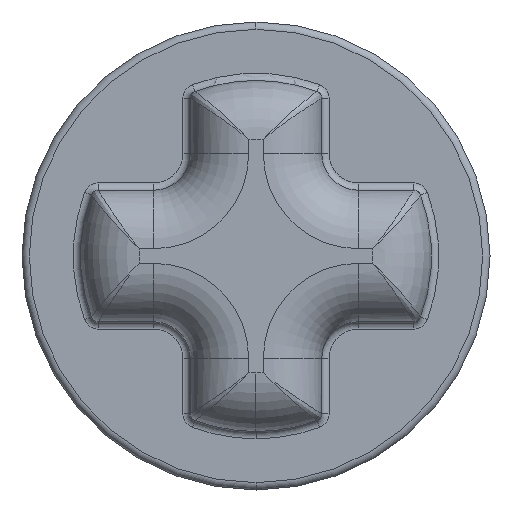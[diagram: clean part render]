
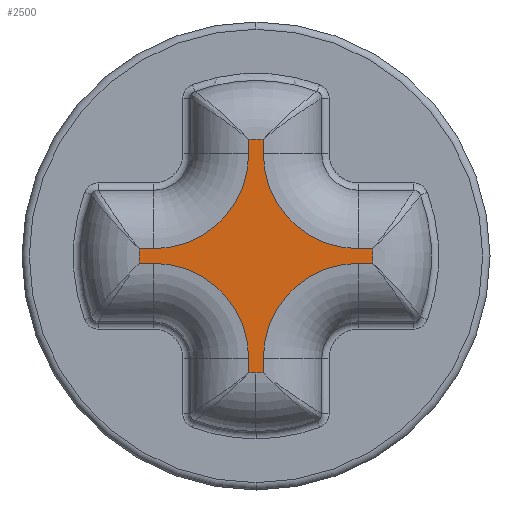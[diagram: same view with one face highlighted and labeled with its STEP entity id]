
A CAD part, left-side view. The second image highlights one B-rep face of the part: STEP entity #2500.
In plain terms, the highlighted planar face has unit normal (-1, 0, 0).
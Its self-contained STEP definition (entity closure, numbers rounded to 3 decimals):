
#20 = FACE_OUTER_BOUND ( 'NONE', #155, .T. ) ;
#30 = CARTESIAN_POINT ( 'NONE',  ( 0., -1.4, -1.4 ) ) ;
#36 = DIRECTION ( 'NONE',  ( 0., 0., -1. ) ) ;
#49 = VERTEX_POINT ( 'NONE', #1216 ) ;
#75 = DIRECTION ( 'NONE',  ( 0., 0., -1. ) ) ;
#78 = EDGE_CURVE ( 'NONE', #1752, #188, #832, .T. ) ;
#83 = DIRECTION ( 'NONE',  ( 0., 0., -1. ) ) ;
#105 = EDGE_CURVE ( 'NONE', #188, #1715, #2364, .T. ) ;
#126 = CARTESIAN_POINT ( 'NONE',  ( 0., 0., 0. ) ) ;
#135 = EDGE_CURVE ( 'NONE', #1715, #401, #1696, .T. ) ;
#139 = AXIS2_PLACEMENT_3D ( 'NONE', #218, #189, #36 ) ;
#147 = EDGE_CURVE ( 'NONE', #401, #1514, #1118, .T. ) ;
#155 = EDGE_LOOP ( 'NONE', ( #1897, #1212, #1740, #1129, #1938, #1842, #1555, #2577, #889, #413, #2510, #522, #1956, #1606, #1162, #532, #1314 ) ) ;
#160 = EDGE_CURVE ( 'NONE', #1514, #459, #581, .T. ) ;
#169 = EDGE_CURVE ( 'NONE', #459, #2551, #1048, .T. ) ;
#184 = DIRECTION ( 'NONE',  ( -1., 0., 0. ) ) ;
#188 = VERTEX_POINT ( 'NONE', #1097 ) ;
#189 = DIRECTION ( 'NONE',  ( 1., 0., 0. ) ) ;
#194 = EDGE_CURVE ( 'NONE', #2551, #1843, #523, .T. ) ;
#199 = CARTESIAN_POINT ( 'NONE',  ( 0., 0., 0. ) ) ;
#207 = EDGE_CURVE ( 'NONE', #1843, #1147, #2520, .T. ) ;
#218 = CARTESIAN_POINT ( 'NONE',  ( 0., 1.4, -1.4 ) ) ;
#230 = EDGE_CURVE ( 'NONE', #1147, #1662, #1966, .T. ) ;
#245 = EDGE_CURVE ( 'NONE', #1662, #755, #1454, .T. ) ;
#257 = EDGE_CURVE ( 'NONE', #2029, #1752, #1393, .T. ) ;
#280 = VECTOR ( 'NONE', #2008, 1000. ) ;
#281 = EDGE_CURVE ( 'NONE', #755, #2024, #918, .T. ) ;
#291 = EDGE_CURVE ( 'NONE', #2024, #319, #857, .T. ) ;
#311 = EDGE_CURVE ( 'NONE', #319, #828, #2394, .T. ) ;
#317 = AXIS2_PLACEMENT_3D ( 'NONE', #564, #557, #551 ) ;
#319 = VERTEX_POINT ( 'NONE', #592 ) ;
#328 = EDGE_CURVE ( 'NONE', #828, #49, #2332, .T. ) ;
#343 = EDGE_CURVE ( 'NONE', #49, #1049, #1665, .T. ) ;
#372 = EDGE_CURVE ( 'NONE', #1049, #2029, #679, .T. ) ;
#378 = DIRECTION ( 'NONE',  ( 0., 1., 0. ) ) ;
#384 = AXIS2_PLACEMENT_3D ( 'NONE', #199, #184, #75 ) ;
#394 = CARTESIAN_POINT ( 'NONE',  ( 0., -1.597, -0.1 ) ) ;
#397 = VECTOR ( 'NONE', #577, 1000. ) ;
#401 = VERTEX_POINT ( 'NONE', #394 ) ;
#411 = CARTESIAN_POINT ( 'NONE',  ( 0., -1.4, 0.1 ) ) ;
#413 = ORIENTED_EDGE ( 'NONE', *, *, #245, .T. ) ;
#424 = CARTESIAN_POINT ( 'NONE',  ( 0., 0.1, 0. ) ) ;
#459 = VERTEX_POINT ( 'NONE', #411 ) ;
#522 = ORIENTED_EDGE ( 'NONE', *, *, #291, .T. ) ;
#523 = LINE ( 'NONE', #922, #2575 ) ;
#532 = ORIENTED_EDGE ( 'NONE', *, *, #372, .T. ) ;
#551 = DIRECTION ( 'NONE',  ( 0., 0., -1. ) ) ;
#557 = DIRECTION ( 'NONE',  ( -1., 0., 0. ) ) ;
#561 = DIRECTION ( 'NONE',  ( -1., 0., 0. ) ) ;
#564 = CARTESIAN_POINT ( 'NONE',  ( 0., 0., 0. ) ) ;
#577 = DIRECTION ( 'NONE',  ( 0., 0., -1. ) ) ;
#581 = LINE ( 'NONE', #1289, #2109 ) ;
#587 = CARTESIAN_POINT ( 'NONE',  ( 0., 0., -1.6 ) ) ;
#592 = CARTESIAN_POINT ( 'NONE',  ( 0., 1.597, -0.1 ) ) ;
#679 = CIRCLE ( 'NONE', #384, 1.6 ) ;
#743 = CARTESIAN_POINT ( 'NONE',  ( 0., -0.1, 1.4 ) ) ;
#755 = VERTEX_POINT ( 'NONE', #774 ) ;
#774 = CARTESIAN_POINT ( 'NONE',  ( 0., 1.4, 0.1 ) ) ;
#828 = VERTEX_POINT ( 'NONE', #967 ) ;
#832 = LINE ( 'NONE', #876, #1823 ) ;
#857 = CIRCLE ( 'NONE', #1629, 1.6 ) ;
#876 = CARTESIAN_POINT ( 'NONE',  ( 0., -0.1, 0. ) ) ;
#889 = ORIENTED_EDGE ( 'NONE', *, *, #230, .T. ) ;
#912 = DIRECTION ( 'NONE',  ( 0., 0., 1. ) ) ;
#913 = DIRECTION ( 'NONE',  ( 0., 0., -1. ) ) ;
#918 = LINE ( 'NONE', #2375, #1849 ) ;
#922 = CARTESIAN_POINT ( 'NONE',  ( 0., -0.1, 0. ) ) ;
#967 = CARTESIAN_POINT ( 'NONE',  ( 0., 1.4, -0.1 ) ) ;
#1018 = DIRECTION ( 'NONE',  ( 0., 0., -1. ) ) ;
#1021 = DIRECTION ( 'NONE',  ( 1., 0., 0. ) ) ;
#1027 = CARTESIAN_POINT ( 'NONE',  ( 0., -1.4, 1.4 ) ) ;
#1039 = DIRECTION ( 'NONE',  ( 0., 0., 1. ) ) ;
#1048 = CIRCLE ( 'NONE', #2499, 1.3 ) ;
#1049 = VERTEX_POINT ( 'NONE', #2441 ) ;
#1097 = CARTESIAN_POINT ( 'NONE',  ( 0., -0.1, -1.4 ) ) ;
#1106 = AXIS2_PLACEMENT_3D ( 'NONE', #1379, #2148, #1738 ) ;
#1118 = CIRCLE ( 'NONE', #2359, 1.6 ) ;
#1128 = DIRECTION ( 'NONE',  ( 0., 0., -1. ) ) ;
#1129 = ORIENTED_EDGE ( 'NONE', *, *, #147, .T. ) ;
#1135 = DIRECTION ( 'NONE',  ( -1., 0., 0. ) ) ;
#1142 = VECTOR ( 'NONE', #83, 1000. ) ;
#1146 = CARTESIAN_POINT ( 'NONE',  ( 0., 0., 0. ) ) ;
#1147 = VERTEX_POINT ( 'NONE', #2155 ) ;
#1152 = AXIS2_PLACEMENT_3D ( 'NONE', #30, #2361, #2525 ) ;
#1157 = CARTESIAN_POINT ( 'NONE',  ( 0., 0.1, 1.4 ) ) ;
#1159 = DIRECTION ( 'NONE',  ( 0., 0., -1. ) ) ;
#1162 = ORIENTED_EDGE ( 'NONE', *, *, #343, .T. ) ;
#1212 = ORIENTED_EDGE ( 'NONE', *, *, #105, .T. ) ;
#1216 = CARTESIAN_POINT ( 'NONE',  ( 0., 0.1, -1.4 ) ) ;
#1219 = DIRECTION ( 'NONE',  ( 0., 1., 0. ) ) ;
#1289 = CARTESIAN_POINT ( 'NONE',  ( 0., 0., 0.1 ) ) ;
#1314 = ORIENTED_EDGE ( 'NONE', *, *, #257, .T. ) ;
#1367 = CARTESIAN_POINT ( 'NONE',  ( 0., 0., -0.1 ) ) ;
#1372 = DIRECTION ( 'NONE',  ( -1., 0., 0. ) ) ;
#1374 = AXIS2_PLACEMENT_3D ( 'NONE', #2566, #561, #2556 ) ;
#1375 = DIRECTION ( 'NONE',  ( 0., -1., 0. ) ) ;
#1379 = CARTESIAN_POINT ( 'NONE',  ( 0., 1.4, 1.4 ) ) ;
#1393 = CIRCLE ( 'NONE', #1374, 1.6 ) ;
#1407 = AXIS2_PLACEMENT_3D ( 'NONE', #126, #2113, #913 ) ;
#1454 = CIRCLE ( 'NONE', #1106, 1.3 ) ;
#1514 = VERTEX_POINT ( 'NONE', #2505 ) ;
#1546 = CARTESIAN_POINT ( 'NONE',  ( 0., 0., 0. ) ) ;
#1555 = ORIENTED_EDGE ( 'NONE', *, *, #194, .T. ) ;
#1570 = CARTESIAN_POINT ( 'NONE',  ( 0., 1.597, 0.1 ) ) ;
#1603 = CARTESIAN_POINT ( 'NONE',  ( 0., 0., -0.1 ) ) ;
#1606 = ORIENTED_EDGE ( 'NONE', *, *, #328, .T. ) ;
#1629 = AXIS2_PLACEMENT_3D ( 'NONE', #1546, #1372, #1159 ) ;
#1658 = CARTESIAN_POINT ( 'NONE',  ( 0., -1.4, -0.1 ) ) ;
#1662 = VERTEX_POINT ( 'NONE', #1157 ) ;
#1665 = LINE ( 'NONE', #2180, #1142 ) ;
#1672 = CARTESIAN_POINT ( 'NONE',  ( 0., -0.1, -1.597 ) ) ;
#1685 = CARTESIAN_POINT ( 'NONE',  ( 0., -0.1, 1.597 ) ) ;
#1696 = LINE ( 'NONE', #1367, #2171 ) ;
#1715 = VERTEX_POINT ( 'NONE', #1658 ) ;
#1738 = DIRECTION ( 'NONE',  ( 0., 0., -1. ) ) ;
#1740 = ORIENTED_EDGE ( 'NONE', *, *, #135, .T. ) ;
#1752 = VERTEX_POINT ( 'NONE', #1672 ) ;
#1823 = VECTOR ( 'NONE', #1039, 1000. ) ;
#1842 = ORIENTED_EDGE ( 'NONE', *, *, #169, .T. ) ;
#1843 = VERTEX_POINT ( 'NONE', #1685 ) ;
#1849 = VECTOR ( 'NONE', #378, 1000. ) ;
#1896 = PLANE ( 'NONE',  #1407 ) ;
#1897 = ORIENTED_EDGE ( 'NONE', *, *, #78, .T. ) ;
#1938 = ORIENTED_EDGE ( 'NONE', *, *, #160, .T. ) ;
#1956 = ORIENTED_EDGE ( 'NONE', *, *, #311, .T. ) ;
#1966 = LINE ( 'NONE', #424, #397 ) ;
#2008 = DIRECTION ( 'NONE',  ( 0., -1., 0. ) ) ;
#2024 = VERTEX_POINT ( 'NONE', #1570 ) ;
#2029 = VERTEX_POINT ( 'NONE', #587 ) ;
#2109 = VECTOR ( 'NONE', #1219, 1000. ) ;
#2113 = DIRECTION ( 'NONE',  ( 1., 0., 0. ) ) ;
#2148 = DIRECTION ( 'NONE',  ( 1., 0., 0. ) ) ;
#2155 = CARTESIAN_POINT ( 'NONE',  ( 0., 0.1, 1.597 ) ) ;
#2171 = VECTOR ( 'NONE', #1375, 1000. ) ;
#2180 = CARTESIAN_POINT ( 'NONE',  ( 0., 0.1, 0. ) ) ;
#2332 = CIRCLE ( 'NONE', #139, 1.3 ) ;
#2359 = AXIS2_PLACEMENT_3D ( 'NONE', #1146, #1135, #1128 ) ;
#2361 = DIRECTION ( 'NONE',  ( 1., 0., 0. ) ) ;
#2364 = CIRCLE ( 'NONE', #1152, 1.3 ) ;
#2375 = CARTESIAN_POINT ( 'NONE',  ( 0., 0., 0.1 ) ) ;
#2394 = LINE ( 'NONE', #1603, #280 ) ;
#2441 = CARTESIAN_POINT ( 'NONE',  ( 0., 0.1, -1.597 ) ) ;
#2499 = AXIS2_PLACEMENT_3D ( 'NONE', #1027, #1021, #1018 ) ;
#2500 = ADVANCED_FACE ( 'NONE', ( #20 ), #1896, .F. ) ;
#2505 = CARTESIAN_POINT ( 'NONE',  ( 0., -1.597, 0.1 ) ) ;
#2510 = ORIENTED_EDGE ( 'NONE', *, *, #281, .T. ) ;
#2520 = CIRCLE ( 'NONE', #317, 1.6 ) ;
#2525 = DIRECTION ( 'NONE',  ( 0., 0., -1. ) ) ;
#2551 = VERTEX_POINT ( 'NONE', #743 ) ;
#2556 = DIRECTION ( 'NONE',  ( 0., 0., -1. ) ) ;
#2566 = CARTESIAN_POINT ( 'NONE',  ( 0., 0., 0. ) ) ;
#2575 = VECTOR ( 'NONE', #912, 1000. ) ;
#2577 = ORIENTED_EDGE ( 'NONE', *, *, #207, .T. ) ;
